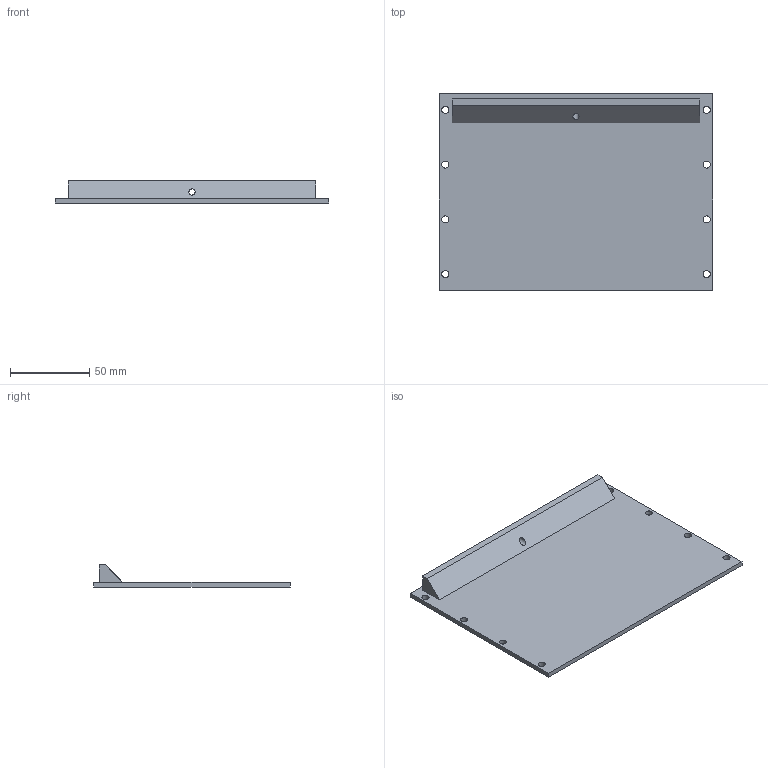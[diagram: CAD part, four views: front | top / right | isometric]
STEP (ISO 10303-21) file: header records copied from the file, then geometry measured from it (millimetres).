
FILE_DESCRIPTION(/* description */ (''),/* implementation_level */ '2;1');
FILE_NAME(/* name */ 'Back Panel - Blank.step',/* time_stamp */ '2020-04-23T22:40:53-05:00',/* author */ (''),/* organization */ (''),/* preprocessor_version */ 'ST-DEVELOPER v18.1',/* originating_system */ 'Autodesk Translation Framework v9.2.0.1227',/* authorisation */ '');
FILE_SCHEMA (('AUTOMOTIVE_DESIGN { 1 0 10303 214 3 1 1 }'));
Length unit declared in the file: millimetre
Products named in the file (1): Back Panel - Blank
Bounding box: 172.6 x 123.8 x 14 mm (x, y, z)
Volume: 79944.8 mm3; surface area: 47348.5 mm2
Topology: 1 solids, 1 shells, 20 faces, 52 edges, 35 vertices
Faces by surface type: plane 11, cylinder 9
Full cylindrical faces by diameter (mm): 3.9 x1, 4.5 x8
Entity records: 692 total; most frequent: DIRECTION 113, CARTESIAN_POINT 108, ORIENTED_EDGE 104, EDGE_CURVE 52, AXIS2_PLACEMENT_3D 40, EDGE_LOOP 39, VERTEX_POINT 35, LINE 33
